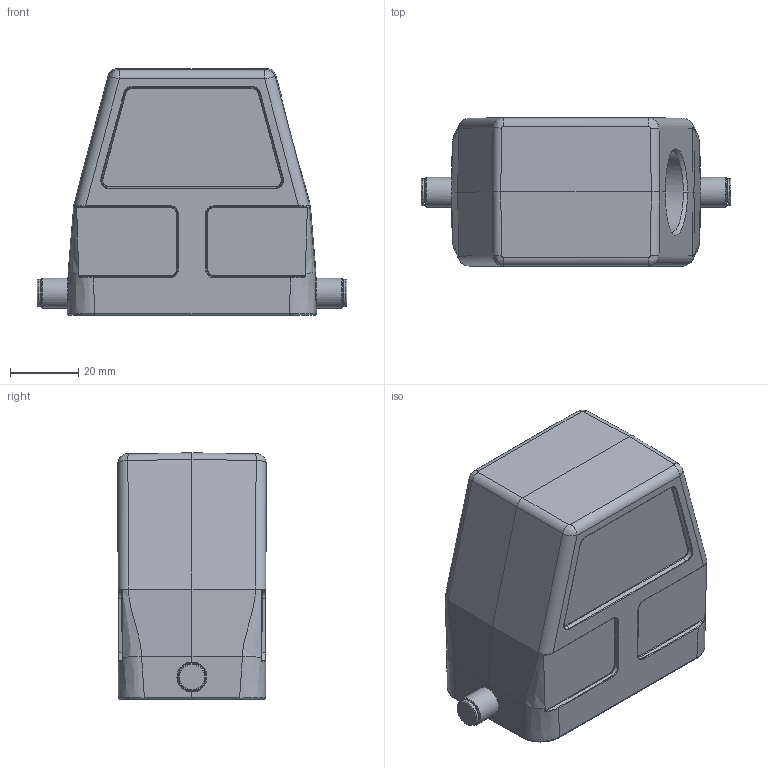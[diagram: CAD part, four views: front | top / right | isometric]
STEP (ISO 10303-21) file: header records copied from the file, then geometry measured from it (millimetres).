
FILE_DESCRIPTION(/* description */ (''),/* implementation_level */ '2;1');
FILE_NAME(/* name */ 'H10B-SEH-2B-XXX.stp',/* time_stamp */ '2022-09-04T08:56:34+08:00',/* author */ (''),/* organization */ (''),/* preprocessor_version */ 'ST-DEVELOPER v16',/* originating_system */ 'SIEMENS PLM Software NX 10.0',/* authorisation */ '');
FILE_SCHEMA (('AUTOMOTIVE_DESIGN { 1 0 10303 214 3 1 1 1 }'));
Length unit declared in the file: millimetre
Products named in the file (1): Admi14A87516cp6z
Bounding box: 90.85 x 43.43 x 72.22 mm (x, y, z)
Volume: 55850.9 mm3; surface area: 34220.1 mm2
Topology: 1 solids, 1 shells, 351 faces, 891 edges, 543 vertices
Faces by surface type: cylinder 134, bspline 108, plane 95, sphere 6, torus 4, cone 4
Full cylindrical faces by diameter (mm): 3 x2, 3.4 x4, 5 x2, 5.05 x2, 8 x2, 8.8 x2, 23.5 x1
Entity records: 14875 total; most frequent: CARTESIAN_POINT 7391, ORIENTED_EDGE 1708, DIRECTION 1302, EDGE_CURVE 854, VERTEX_POINT 535, AXIS2_PLACEMENT_3D 496, EDGE_LOOP 387, ADVANCED_FACE 351
